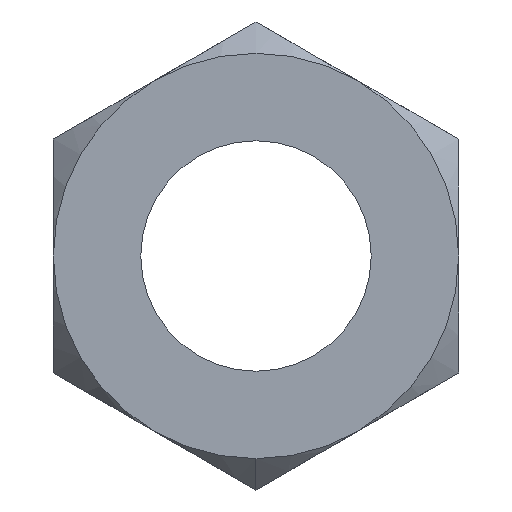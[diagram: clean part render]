
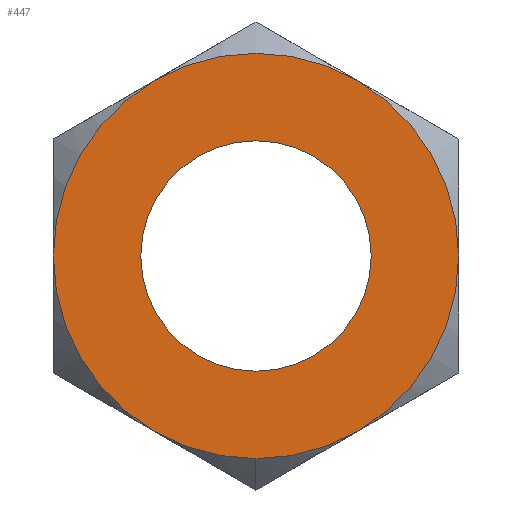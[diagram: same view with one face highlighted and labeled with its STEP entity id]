
A CAD part, front view. The second image highlights one B-rep face of the part: STEP entity #447.
In plain terms, the highlighted planar face has unit normal (0, -1, 0).
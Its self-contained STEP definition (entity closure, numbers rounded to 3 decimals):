
#4 = CIRCLE ( 'NONE', #560, 9.5 ) ;
#21 = EDGE_CURVE ( 'NONE', #785, #762, #838, .T. ) ;
#33 = ORIENTED_EDGE ( 'NONE', *, *, #65, .F. ) ;
#34 = AXIS2_PLACEMENT_3D ( 'NONE', #480, #96, #543 ) ;
#35 = DIRECTION ( 'NONE',  ( 0., 1., 0. ) ) ;
#45 = ORIENTED_EDGE ( 'NONE', *, *, #641, .T. ) ;
#50 = CARTESIAN_POINT ( 'NONE',  ( -4.75, -3.5, 8.227 ) ) ;
#57 = VERTEX_POINT ( 'NONE', #458 ) ;
#65 = EDGE_CURVE ( 'NONE', #643, #785, #473, .T. ) ;
#67 = PLANE ( 'NONE',  #360 ) ;
#78 = DIRECTION ( 'NONE',  ( 0., 1., 0. ) ) ;
#95 = CIRCLE ( 'NONE', #211, 9.5 ) ;
#96 = DIRECTION ( 'NONE',  ( 0., 1., 0. ) ) ;
#123 = ORIENTED_EDGE ( 'NONE', *, *, #773, .F. ) ;
#132 = EDGE_LOOP ( 'NONE', ( #123, #839, #33, #586, #637, #195, #383 ) ) ;
#135 = AXIS2_PLACEMENT_3D ( 'NONE', #420, #35, #486 ) ;
#139 = DIRECTION ( 'NONE',  ( 0., 0., 1. ) ) ;
#146 = CARTESIAN_POINT ( 'NONE',  ( -4.75, -3.5, -8.227 ) ) ;
#147 = VERTEX_POINT ( 'NONE', #159 ) ;
#155 = EDGE_CURVE ( 'NONE', #477, #643, #453, .T. ) ;
#159 = CARTESIAN_POINT ( 'NONE',  ( 9.5, -3.5, 0. ) ) ;
#176 = EDGE_CURVE ( 'NONE', #466, #57, #642, .T. ) ;
#184 = AXIS2_PLACEMENT_3D ( 'NONE', #232, #675, #290 ) ;
#195 = ORIENTED_EDGE ( 'NONE', *, *, #176, .F. ) ;
#211 = AXIS2_PLACEMENT_3D ( 'NONE', #673, #288, #739 ) ;
#215 = FACE_OUTER_BOUND ( 'NONE', #132, .T. ) ;
#229 = EDGE_LOOP ( 'NONE', ( #45, #259 ) ) ;
#232 = CARTESIAN_POINT ( 'NONE',  ( 0., -3.5, 0. ) ) ;
#243 = DIRECTION ( 'NONE',  ( 0., -1., 0. ) ) ;
#244 = EDGE_CURVE ( 'NONE', #57, #477, #95, .T. ) ;
#259 = ORIENTED_EDGE ( 'NONE', *, *, #665, .T. ) ;
#267 = CARTESIAN_POINT ( 'NONE',  ( 4.75, -3.5, -8.227 ) ) ;
#288 = DIRECTION ( 'NONE',  ( 0., 1., 0. ) ) ;
#290 = DIRECTION ( 'NONE',  ( 0., 0., 1. ) ) ;
#299 = CARTESIAN_POINT ( 'NONE',  ( 4.75, -3.5, 8.227 ) ) ;
#317 = EDGE_CURVE ( 'NONE', #466, #147, #784, .T. ) ;
#319 = DIRECTION ( 'NONE',  ( 0., 1., 0. ) ) ;
#323 = DIRECTION ( 'NONE',  ( 0., 1., 0. ) ) ;
#345 = DIRECTION ( 'NONE',  ( 0., 1., 0. ) ) ;
#351 = CARTESIAN_POINT ( 'NONE',  ( -9.5, -3.5, 0. ) ) ;
#357 = CARTESIAN_POINT ( 'NONE',  ( 0., -3.5, -5.4 ) ) ;
#360 = AXIS2_PLACEMENT_3D ( 'NONE', #386, #319, #139 ) ;
#368 = DIRECTION ( 'NONE',  ( 0., 1., 0. ) ) ;
#383 = ORIENTED_EDGE ( 'NONE', *, *, #317, .T. ) ;
#386 = CARTESIAN_POINT ( 'NONE',  ( 0., -3.5, 0. ) ) ;
#420 = CARTESIAN_POINT ( 'NONE',  ( 0., -3.5, 0. ) ) ;
#436 = CIRCLE ( 'NONE', #184, 5.4 ) ;
#447 = ADVANCED_FACE ( 'NONE', ( #743, #215 ), #67, .F. ) ;
#453 = CIRCLE ( 'NONE', #831, 9.5 ) ;
#458 = CARTESIAN_POINT ( 'NONE',  ( 0., -3.5, -9.5 ) ) ;
#462 = CARTESIAN_POINT ( 'NONE',  ( 0., -3.5, 0. ) ) ;
#466 = VERTEX_POINT ( 'NONE', #267 ) ;
#473 = CIRCLE ( 'NONE', #694, 9.5 ) ;
#477 = VERTEX_POINT ( 'NONE', #146 ) ;
#480 = CARTESIAN_POINT ( 'NONE',  ( 0., -3.5, 0. ) ) ;
#486 = DIRECTION ( 'NONE',  ( 0., 0., 1. ) ) ;
#527 = DIRECTION ( 'NONE',  ( 0., 0., 1. ) ) ;
#543 = DIRECTION ( 'NONE',  ( 0., 0., 1. ) ) ;
#560 = AXIS2_PLACEMENT_3D ( 'NONE', #754, #368, #823 ) ;
#570 = AXIS2_PLACEMENT_3D ( 'NONE', #709, #323, #780 ) ;
#586 = ORIENTED_EDGE ( 'NONE', *, *, #155, .F. ) ;
#619 = CARTESIAN_POINT ( 'NONE',  ( 0., -3.5, 5.4 ) ) ;
#626 = CARTESIAN_POINT ( 'NONE',  ( 0., -3.5, 0. ) ) ;
#637 = ORIENTED_EDGE ( 'NONE', *, *, #244, .F. ) ;
#639 = AXIS2_PLACEMENT_3D ( 'NONE', #626, #243, #685 ) ;
#641 = EDGE_CURVE ( 'NONE', #693, #701, #730, .T. ) ;
#642 = CIRCLE ( 'NONE', #34, 9.5 ) ;
#643 = VERTEX_POINT ( 'NONE', #351 ) ;
#665 = EDGE_CURVE ( 'NONE', #701, #693, #436, .T. ) ;
#673 = CARTESIAN_POINT ( 'NONE',  ( 0., -3.5, 0. ) ) ;
#675 = DIRECTION ( 'NONE',  ( 0., 1., 0. ) ) ;
#685 = DIRECTION ( 'NONE',  ( 0., 0., -1. ) ) ;
#693 = VERTEX_POINT ( 'NONE', #619 ) ;
#694 = AXIS2_PLACEMENT_3D ( 'NONE', #462, #78, #527 ) ;
#701 = VERTEX_POINT ( 'NONE', #357 ) ;
#709 = CARTESIAN_POINT ( 'NONE',  ( 0., -3.5, 0. ) ) ;
#726 = CARTESIAN_POINT ( 'NONE',  ( 0., -3.5, 0. ) ) ;
#730 = CIRCLE ( 'NONE', #135, 5.4 ) ;
#739 = DIRECTION ( 'NONE',  ( 0., 0., 1. ) ) ;
#743 = FACE_BOUND ( 'NONE', #229, .T. ) ;
#754 = CARTESIAN_POINT ( 'NONE',  ( 0., -3.5, 0. ) ) ;
#762 = VERTEX_POINT ( 'NONE', #299 ) ;
#773 = EDGE_CURVE ( 'NONE', #762, #147, #4, .T. ) ;
#780 = DIRECTION ( 'NONE',  ( 0., 0., 1. ) ) ;
#784 = CIRCLE ( 'NONE', #639, 9.5 ) ;
#785 = VERTEX_POINT ( 'NONE', #50 ) ;
#798 = DIRECTION ( 'NONE',  ( 0., 0., 1. ) ) ;
#823 = DIRECTION ( 'NONE',  ( 0., 0., 1. ) ) ;
#831 = AXIS2_PLACEMENT_3D ( 'NONE', #726, #345, #798 ) ;
#838 = CIRCLE ( 'NONE', #570, 9.5 ) ;
#839 = ORIENTED_EDGE ( 'NONE', *, *, #21, .F. ) ;
